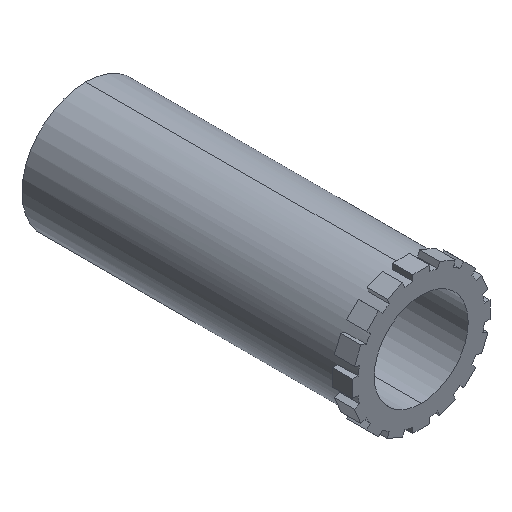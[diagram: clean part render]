
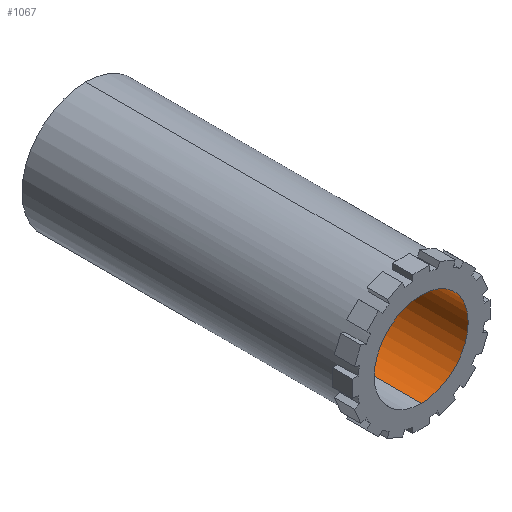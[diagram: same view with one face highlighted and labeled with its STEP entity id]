
A CAD part, isometric view. The second image highlights one B-rep face of the part: STEP entity #1067.
In plain terms, the highlighted cylindrical face has radius 7 mm (diameter 14 mm), a partial arc.
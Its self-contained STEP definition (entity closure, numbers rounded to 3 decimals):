
#2 = DIRECTION ( 'NONE',  ( 0., 0., 1. ) ) ;
#74 = ORIENTED_EDGE ( 'NONE', *, *, #1919, .F. ) ;
#156 = VERTEX_POINT ( 'NONE', #1367 ) ;
#208 = FACE_OUTER_BOUND ( 'NONE', #1399, .T. ) ;
#230 = EDGE_CURVE ( 'NONE', #1454, #1704, #1237, .T. ) ;
#248 = EDGE_CURVE ( 'NONE', #1322, #1454, #603, .T. ) ;
#415 = VECTOR ( 'NONE', #2145, 1000. ) ;
#449 = DIRECTION ( 'NONE',  ( 0., 0., -1. ) ) ;
#515 = EDGE_CURVE ( 'NONE', #156, #1704, #1305, .T. ) ;
#532 = LINE ( 'NONE', #1999, #758 ) ;
#603 = CIRCLE ( 'NONE', #2117, 7. ) ;
#604 = CARTESIAN_POINT ( 'NONE',  ( 0., 50., 7. ) ) ;
#651 = AXIS2_PLACEMENT_3D ( 'NONE', #1749, #1722, #449 ) ;
#693 = DIRECTION ( 'NONE',  ( 0., 1., 0. ) ) ;
#758 = VECTOR ( 'NONE', #911, 1000. ) ;
#825 = ORIENTED_EDGE ( 'NONE', *, *, #515, .F. ) ;
#843 = CARTESIAN_POINT ( 'NONE',  ( 0., 50., -7. ) ) ;
#911 = DIRECTION ( 'NONE',  ( 0., -1., 0. ) ) ;
#1022 = ORIENTED_EDGE ( 'NONE', *, *, #230, .T. ) ;
#1067 = ADVANCED_FACE ( 'NONE', ( #208 ), #1484, .F. ) ;
#1237 = LINE ( 'NONE', #1936, #415 ) ;
#1259 = CARTESIAN_POINT ( 'NONE',  ( 0., 0., 0. ) ) ;
#1268 = AXIS2_PLACEMENT_3D ( 'NONE', #1259, #693, #2 ) ;
#1305 = CIRCLE ( 'NONE', #1268, 7. ) ;
#1322 = VERTEX_POINT ( 'NONE', #604 ) ;
#1349 = CARTESIAN_POINT ( 'NONE',  ( 0., 0., -7. ) ) ;
#1367 = CARTESIAN_POINT ( 'NONE',  ( 0., 0., 7. ) ) ;
#1399 = EDGE_LOOP ( 'NONE', ( #74, #1761, #1022, #825 ) ) ;
#1454 = VERTEX_POINT ( 'NONE', #843 ) ;
#1484 = CYLINDRICAL_SURFACE ( 'NONE', #651, 7. ) ;
#1704 = VERTEX_POINT ( 'NONE', #1349 ) ;
#1722 = DIRECTION ( 'NONE',  ( 0., -1., 0. ) ) ;
#1749 = CARTESIAN_POINT ( 'NONE',  ( 0., 50., 0. ) ) ;
#1761 = ORIENTED_EDGE ( 'NONE', *, *, #248, .T. ) ;
#1779 = DIRECTION ( 'NONE',  ( 0., 0., 1. ) ) ;
#1788 = CARTESIAN_POINT ( 'NONE',  ( 0., 50., 0. ) ) ;
#1919 = EDGE_CURVE ( 'NONE', #1322, #156, #532, .T. ) ;
#1936 = CARTESIAN_POINT ( 'NONE',  ( 0., 50., -7. ) ) ;
#1999 = CARTESIAN_POINT ( 'NONE',  ( 0., 50., 7. ) ) ;
#2117 = AXIS2_PLACEMENT_3D ( 'NONE', #1788, #2333, #1779 ) ;
#2145 = DIRECTION ( 'NONE',  ( 0., -1., 0. ) ) ;
#2333 = DIRECTION ( 'NONE',  ( 0., 1., 0. ) ) ;
